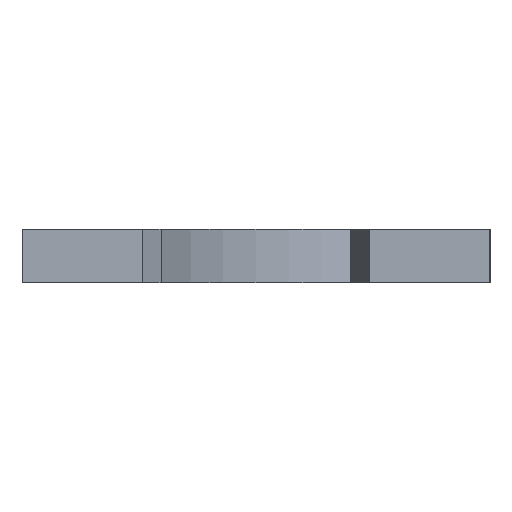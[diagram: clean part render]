
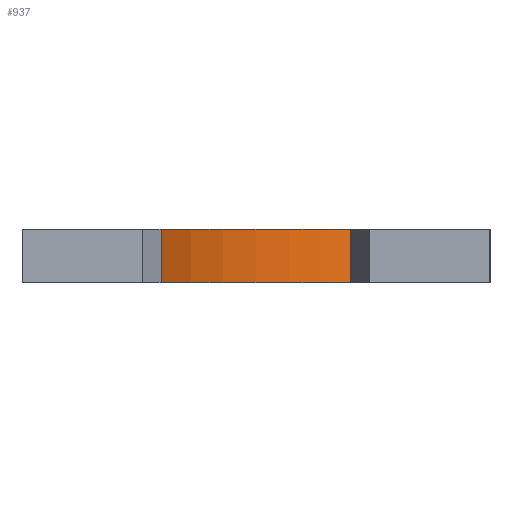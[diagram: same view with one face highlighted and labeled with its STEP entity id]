
A CAD part, front view. The second image highlights one B-rep face of the part: STEP entity #937.
In plain terms, the highlighted cylindrical face has radius 32.5 mm (diameter 65 mm), a partial arc.
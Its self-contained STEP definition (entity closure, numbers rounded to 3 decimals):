
#16 = VERTEX_POINT ( 'NONE', #913 ) ;
#45 = DIRECTION ( 'NONE',  ( 0., 0., 1. ) ) ;
#131 = EDGE_CURVE ( 'NONE', #16, #735, #339, .T. ) ;
#209 = DIRECTION ( 'NONE',  ( 0., 0., 1. ) ) ;
#235 = AXIS2_PLACEMENT_3D ( 'NONE', #1162, #1524, #1277 ) ;
#245 = CARTESIAN_POINT ( 'NONE',  ( 0., 0., -26. ) ) ;
#339 = CIRCLE ( 'NONE', #235, 32.5 ) ;
#357 = ORIENTED_EDGE ( 'NONE', *, *, #838, .F. ) ;
#404 = EDGE_CURVE ( 'NONE', #735, #989, #1329, .T. ) ;
#462 = DIRECTION ( 'NONE',  ( 0., 0., 1. ) ) ;
#522 = DIRECTION ( 'NONE',  ( 1., 0., 0. ) ) ;
#528 = CIRCLE ( 'NONE', #950, 32.5 ) ;
#582 = CARTESIAN_POINT ( 'NONE',  ( 14.199, -29.234, 0. ) ) ;
#606 = EDGE_CURVE ( 'NONE', #651, #989, #528, .T. ) ;
#651 = VERTEX_POINT ( 'NONE', #1037 ) ;
#735 = VERTEX_POINT ( 'NONE', #582 ) ;
#759 = DIRECTION ( 'NONE',  ( 0., 0., 1. ) ) ;
#770 = ORIENTED_EDGE ( 'NONE', *, *, #404, .T. ) ;
#824 = LINE ( 'NONE', #1635, #1245 ) ;
#838 = EDGE_CURVE ( 'NONE', #16, #651, #824, .T. ) ;
#863 = CARTESIAN_POINT ( 'NONE',  ( 14.199, -29.234, 8. ) ) ;
#869 = CYLINDRICAL_SURFACE ( 'NONE', #900, 32.5 ) ;
#900 = AXIS2_PLACEMENT_3D ( 'NONE', #245, #759, #968 ) ;
#913 = CARTESIAN_POINT ( 'NONE',  ( -14.199, -29.234, 0. ) ) ;
#922 = VECTOR ( 'NONE', #209, 1000. ) ;
#937 = ADVANCED_FACE ( 'NONE', ( #1511 ), #869, .T. ) ;
#950 = AXIS2_PLACEMENT_3D ( 'NONE', #1164, #45, #522 ) ;
#968 = DIRECTION ( 'NONE',  ( 1., 0., 0. ) ) ;
#989 = VERTEX_POINT ( 'NONE', #863 ) ;
#1015 = EDGE_LOOP ( 'NONE', ( #1252, #770, #1393, #357 ) ) ;
#1037 = CARTESIAN_POINT ( 'NONE',  ( -14.199, -29.234, 8. ) ) ;
#1162 = CARTESIAN_POINT ( 'NONE',  ( 0., 0., 0. ) ) ;
#1164 = CARTESIAN_POINT ( 'NONE',  ( 0., 0., 8. ) ) ;
#1213 = CARTESIAN_POINT ( 'NONE',  ( 14.199, -29.234, -26. ) ) ;
#1245 = VECTOR ( 'NONE', #462, 1000. ) ;
#1252 = ORIENTED_EDGE ( 'NONE', *, *, #131, .T. ) ;
#1277 = DIRECTION ( 'NONE',  ( 1., 0., 0. ) ) ;
#1329 = LINE ( 'NONE', #1213, #922 ) ;
#1393 = ORIENTED_EDGE ( 'NONE', *, *, #606, .F. ) ;
#1511 = FACE_OUTER_BOUND ( 'NONE', #1015, .T. ) ;
#1524 = DIRECTION ( 'NONE',  ( 0., 0., 1. ) ) ;
#1635 = CARTESIAN_POINT ( 'NONE',  ( -14.199, -29.234, -26. ) ) ;
